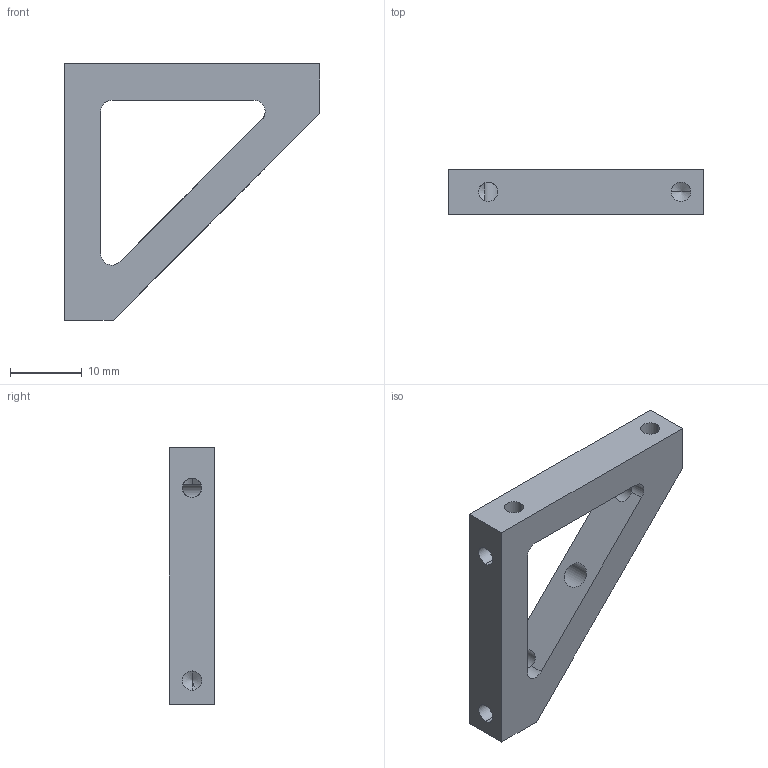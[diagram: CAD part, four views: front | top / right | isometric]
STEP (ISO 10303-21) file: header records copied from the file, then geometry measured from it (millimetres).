
FILE_DESCRIPTION (( 'STEP AP203' ), '1' );
FILE_NAME ('585532.STEP', '2014-07-15T15:10:42', ( 'Kyle' ), ( 'Microsoft' ), 'SwSTEP 2.0', 'SolidWorks 2014', '' );
FILE_SCHEMA (( 'CONFIG_CONTROL_DESIGN' ));
Length unit declared in the file: inch
Products named in the file (1): 585532
Bounding box: 35.69 x 6.35 x 35.81 mm (x, y, z)
Volume: 3250.5 mm3; surface area: 2646 mm2
Topology: 1 solids, 1 shells, 38 faces, 113 edges, 71 vertices
Faces by surface type: cylinder 21, plane 10, cone 7
Entity records: 1412 total; most frequent: CARTESIAN_POINT 330, ORIENTED_EDGE 218, DIRECTION 199, EDGE_CURVE 109, AXIS2_PLACEMENT_3D 72, VERTEX_POINT 71, VECTOR 55, LINE 55
